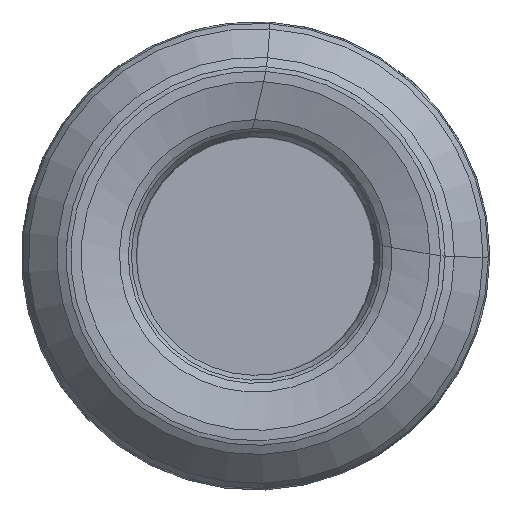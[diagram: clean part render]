
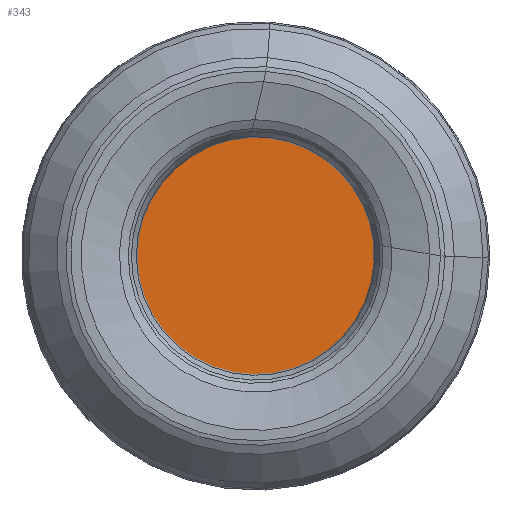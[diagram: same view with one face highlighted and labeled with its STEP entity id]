
A CAD part, left-side view. The second image highlights one B-rep face of the part: STEP entity #343.
In plain terms, the highlighted planar face has unit normal (-1, 0, 0).
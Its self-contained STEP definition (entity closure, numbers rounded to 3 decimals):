
#233=PLANE('',#1988);
#343=ADVANCED_FACE('',(#568),#233,.F.);
#568=FACE_OUTER_BOUND('',#678,.T.);
#678=EDGE_LOOP('',(#1290));
#842=CIRCLE('',#1987,15.868);
#1290=ORIENTED_EDGE('',*,*,#1662,.T.);
#1430=VERTEX_POINT('',#4144);
#1662=EDGE_CURVE('',#1430,#1430,#842,.T.);
#1987=AXIS2_PLACEMENT_3D('',#4143,#2383,#2384);
#1988=AXIS2_PLACEMENT_3D('',#4145,#2385,#2386);
#2383=DIRECTION('',(-1.,0.,0.));
#2384=DIRECTION('',(0.,0.,1.));
#2385=DIRECTION('',(1.,0.,0.));
#2386=DIRECTION('',(0.,0.,-1.));
#4143=CARTESIAN_POINT('',(4.4,0.,0.));
#4144=CARTESIAN_POINT('',(4.4,0.,15.868));
#4145=CARTESIAN_POINT('',(4.4,15.868,0.));
